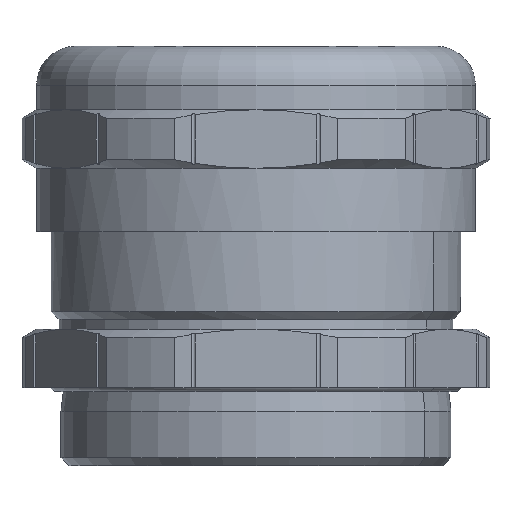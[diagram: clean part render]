
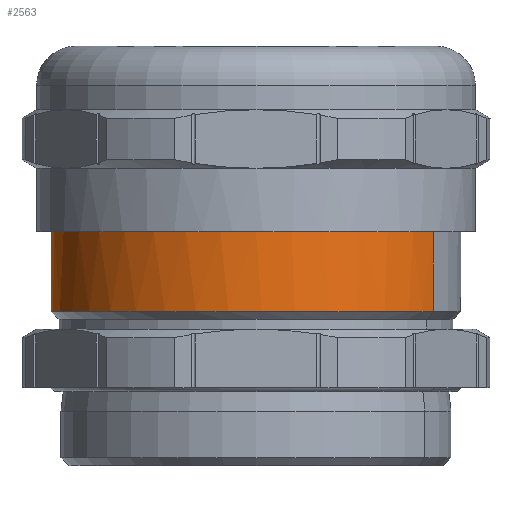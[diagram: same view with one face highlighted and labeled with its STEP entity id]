
A CAD part, front view. The second image highlights one B-rep face of the part: STEP entity #2563.
In plain terms, the highlighted cylindrical face has radius 21 mm (diameter 42 mm), a partial arc.
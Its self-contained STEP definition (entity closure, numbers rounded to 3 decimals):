
#2550=AXIS2_PLACEMENT_3D('Cylinder Axis2P3D',#2547,#2548,#2549) ;
#2554=AXIS2_PLACEMENT_3D('Circle Axis2P3D',#2552,#2553,$) ;
#2405=CARTESIAN_POINT('Vertex',(42.187,12.,15.8)) ;
#2412=CARTESIAN_POINT('Vertex',(5.813,33.,15.8)) ;
#2445=CARTESIAN_POINT('Control Point',(5.813,33.,15.8)) ;
#2446=CARTESIAN_POINT('Control Point',(4.164,30.143,15.8)) ;
#2447=CARTESIAN_POINT('Control Point',(3.076,26.963,15.8)) ;
#2448=CARTESIAN_POINT('Control Point',(2.634,23.605,15.8)) ;
#2449=CARTESIAN_POINT('Control Point',(3.09,16.897,15.8)) ;
#2450=CARTESIAN_POINT('Control Point',(6.049,10.86,15.8)) ;
#2451=CARTESIAN_POINT('Control Point',(8.11,8.173,15.8)) ;
#2452=CARTESIAN_POINT('Control Point',(13.176,3.753,15.8)) ;
#2453=CARTESIAN_POINT('Control Point',(19.537,1.576,15.8)) ;
#2454=CARTESIAN_POINT('Control Point',(22.895,1.134,15.8)) ;
#2455=CARTESIAN_POINT('Control Point',(29.603,1.59,15.8)) ;
#2456=CARTESIAN_POINT('Control Point',(35.64,4.549,15.8)) ;
#2457=CARTESIAN_POINT('Control Point',(38.327,6.61,15.8)) ;
#2458=CARTESIAN_POINT('Control Point',(40.537,9.143,15.8)) ;
#2459=CARTESIAN_POINT('Control Point',(42.187,12.,15.8)) ;
#2521=CARTESIAN_POINT('Line Origine',(42.187,12.,28.)) ;
#2525=CARTESIAN_POINT('Vertex',(42.187,12.,24.)) ;
#2528=CARTESIAN_POINT('Line Origine',(5.813,33.,28.)) ;
#2532=CARTESIAN_POINT('Vertex',(5.813,33.,24.)) ;
#2547=CARTESIAN_POINT('Axis2P3D Location',(24.,22.5,28.)) ;
#2552=CARTESIAN_POINT('Axis2P3D Location',(24.,22.5,24.)) ;
#2522=DIRECTION('Vector Direction',(0.,0.,-1.)) ;
#2529=DIRECTION('Vector Direction',(0.,0.,-1.)) ;
#2548=DIRECTION('Axis2P3D Direction',(0.,0.,-1.)) ;
#2549=DIRECTION('Axis2P3D XDirection',(0.866,-0.5,0.)) ;
#2553=DIRECTION('Axis2P3D Direction',(0.,0.,-1.)) ;
#2523=VECTOR('Line Direction',#2522,1.) ;
#2530=VECTOR('Line Direction',#2529,1.) ;
#2558=ORIENTED_EDGE('',*,*,#2534,.F.) ;
#2559=ORIENTED_EDGE('',*,*,#2460,.T.) ;
#2560=ORIENTED_EDGE('',*,*,#2527,.F.) ;
#2561=ORIENTED_EDGE('',*,*,#2556,.T.) ;
#2563=ADVANCED_FACE('Hauptk\X2\00F6\X0\rper',(#2562),#2551,.T.) ;
#2444=B_SPLINE_CURVE_WITH_KNOTS('',5,(#2445,#2446,#2447,#2448,#2449,#2450,#2451,#2452,#2453,#2454,#2455,#2456,#2457,#2458,#2459),.UNSPECIFIED.,.F.,.U.,(6,3,3,3,6),(-157.08,-78.54,0.,78.54,157.08),.UNSPECIFIED.) ;
#2555=CIRCLE('generated circle',#2554,21.) ;
#2551=CYLINDRICAL_SURFACE('generated cylinder',#2550,21.) ;
#2460=EDGE_CURVE('',#2413,#2406,#2444,.T.) ;
#2527=EDGE_CURVE('',#2526,#2406,#2524,.T.) ;
#2534=EDGE_CURVE('',#2413,#2533,#2531,.F.) ;
#2556=EDGE_CURVE('',#2526,#2533,#2555,.T.) ;
#2557=EDGE_LOOP('',(#2558,#2559,#2560,#2561)) ;
#2562=FACE_OUTER_BOUND('',#2557,.T.) ;
#2524=LINE('Line',#2521,#2523) ;
#2531=LINE('Line',#2528,#2530) ;
#2406=VERTEX_POINT('',#2405) ;
#2413=VERTEX_POINT('',#2412) ;
#2526=VERTEX_POINT('',#2525) ;
#2533=VERTEX_POINT('',#2532) ;
